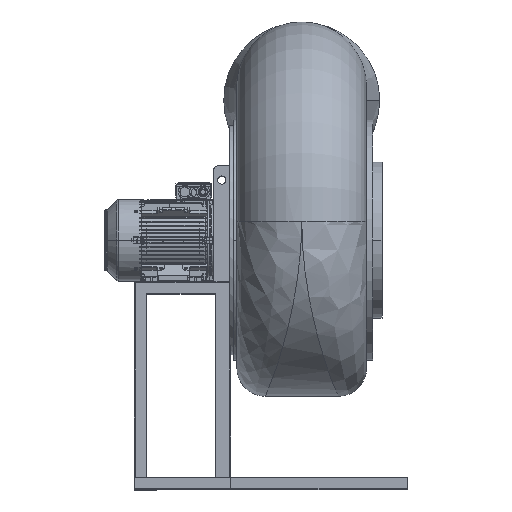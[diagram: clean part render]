
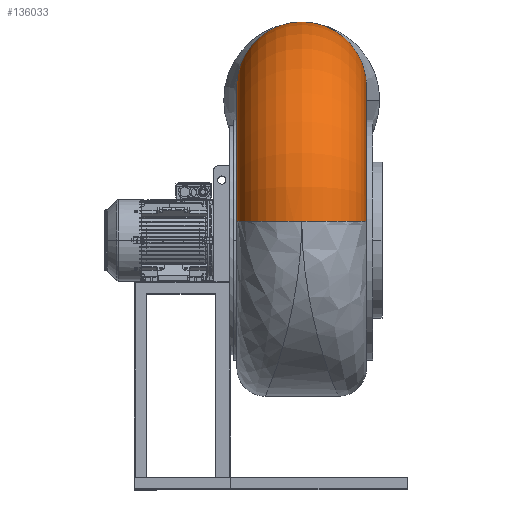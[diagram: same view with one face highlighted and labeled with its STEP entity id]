
A CAD part, top view. The second image highlights one B-rep face of the part: STEP entity #136033.
In plain terms, the highlighted toroidal (fillet/blend) face has major radius 432.5 mm and minor radius 207.5 mm.
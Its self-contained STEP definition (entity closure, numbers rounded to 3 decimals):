
#1969 = CARTESIAN_POINT ( 'NONE',  ( -402.475, -60., 207.5 ) ) ;
#2051 = CIRCLE ( 'NONE', #60580, 207.5 ) ;
#4404 = CARTESIAN_POINT ( 'NONE',  ( -608.665, -60., 27.14 ) ) ;
#6851 = CARTESIAN_POINT ( 'NONE',  ( -402.475, -60., 207.5 ) ) ;
#8549 = CARTESIAN_POINT ( 'NONE',  ( 30., -492.5, 0. ) ) ;
#9840 = CARTESIAN_POINT ( 'NONE',  ( -456.277, -60., -200.87 ) ) ;
#10756 = EDGE_LOOP ( 'NONE', ( #127306, #25093, #118757, #24855, #139266 ) ) ;
#12324 = CARTESIAN_POINT ( 'NONE',  ( -429.636, -60., -206.166 ) ) ;
#16883 = CARTESIAN_POINT ( 'NONE',  ( -416.058, -60., 207.502 ) ) ;
#17068 = VERTEX_POINT ( 'NONE', #51482 ) ;
#17709 = CARTESIAN_POINT ( 'NONE',  ( -529.07, -60., 164.987 ) ) ;
#22332 = CARTESIAN_POINT ( 'NONE',  ( -599.394, -60., -66.884 ) ) ;
#23152 = CARTESIAN_POINT ( 'NONE',  ( -567.469, -60., -126.593 ) ) ;
#24855 = ORIENTED_EDGE ( 'NONE', *, *, #79834, .T. ) ;
#25093 = ORIENTED_EDGE ( 'NONE', *, *, #112382, .F. ) ;
#28484 = CARTESIAN_POINT ( 'NONE',  ( 30., -492.5, 207.5 ) ) ;
#29374 = CARTESIAN_POINT ( 'NONE',  ( -494.444, -60., 186.513 ) ) ;
#30182 = CARTESIAN_POINT ( 'NONE',  ( -506.482, -60., 180.079 ) ) ;
#34001 = CARTESIAN_POINT ( 'NONE',  ( -603.357, -60., -53.826 ) ) ;
#34769 = VERTEX_POINT ( 'NONE', #28484 ) ;
#34828 = CARTESIAN_POINT ( 'NONE',  ( -529.053, -60., -165. ) ) ;
#36460 = CARTESIAN_POINT ( 'NONE',  ( -610., -60., -0.025 ) ) ;
#49543 = VERTEX_POINT ( 'NONE', #1969 ) ;
#49790 = CARTESIAN_POINT ( 'NONE',  ( -506.467, -60., -180.088 ) ) ;
#50554 = CIRCLE ( 'NONE', #159409, 432.5 ) ;
#51482 = CARTESIAN_POINT ( 'NONE',  ( -402.475, -60., -207.5 ) ) ;
#51689 = CARTESIAN_POINT ( 'NONE',  ( -610., -60., -0.025 ) ) ;
#55507 = DIRECTION ( 'NONE',  ( 0., 0., 1. ) ) ;
#56799 = CARTESIAN_POINT ( 'NONE',  ( -610.002, -60., 13.558 ) ) ;
#57573 = VERTEX_POINT ( 'NONE', #51689 ) ;
#59308 = DIRECTION ( 'NONE',  ( 1., 0., 0. ) ) ;
#60580 = AXIS2_PLACEMENT_3D ( 'NONE', #8549, #59308, #145858 ) ;
#63090 = CARTESIAN_POINT ( 'NONE',  ( -416.056, -60., -207.502 ) ) ;
#64278 = EDGE_CURVE ( 'NONE', #57573, #17068, #132632, .T. ) ;
#70130 = CARTESIAN_POINT ( 'NONE',  ( -558.829, -60., 137.12 ) ) ;
#73103 = CARTESIAN_POINT ( 'NONE',  ( -558.811, -60., -137.141 ) ) ;
#75588 = CARTESIAN_POINT ( 'NONE',  ( -494.431, -60., -186.519 ) ) ;
#77250 = DIRECTION ( 'NONE',  ( 1., 0., 0. ) ) ;
#79834 = EDGE_CURVE ( 'NONE', #49543, #57573, #89900, .T. ) ;
#80134 = CARTESIAN_POINT ( 'NONE',  ( -567.488, -60., 126.57 ) ) ;
#80949 = CARTESIAN_POINT ( 'NONE',  ( -603.368, -60., 53.785 ) ) ;
#82602 = CARTESIAN_POINT ( 'NONE',  ( -456.285, -60., 200.868 ) ) ;
#83052 = FACE_OUTER_BOUND ( 'NONE', #10756, .T. ) ;
#87211 = CARTESIAN_POINT ( 'NONE',  ( -609.998, -60., -13.606 ) ) ;
#89900 = B_SPLINE_CURVE_WITH_KNOTS ( 'NONE', 3,
 ( #6851, #16883, #156651, #82602, #144166, #29374, #30182, #17709, #155834, #70130, #80134, #105909, #158294, #134165, #80949, #4404, #56799, #131688 ),
 .UNSPECIFIED., .F., .F.,
 ( 4, 2, 2, 2, 2, 2, 2, 2, 4 ),
 ( 0., 0.125, 0.25, 0.375, 0.5, 0.625, 0.75, 0.875, 1. ),
 .UNSPECIFIED. ) ;
#95536 = DIRECTION ( 'NONE',  ( 0., 0., -1. ) ) ;
#99699 = CARTESIAN_POINT ( 'NONE',  ( -588.997, -60., -91.977 ) ) ;
#100556 = AXIS2_PLACEMENT_3D ( 'NONE', #161045, #122778, #148535 ) ;
#101944 = EDGE_CURVE ( 'NONE', #17068, #113629, #50554, .T. ) ;
#105909 = CARTESIAN_POINT ( 'NONE',  ( -582.579, -60., 103.981 ) ) ;
#110866 = AXIS2_PLACEMENT_3D ( 'NONE', #157125, #95536, #146270 ) ;
#111213 = CIRCLE ( 'NONE', #100556, 432.5 ) ;
#112382 = EDGE_CURVE ( 'NONE', #34769, #113629, #2051, .T. ) ;
#112396 = CARTESIAN_POINT ( 'NONE',  ( 30., -492.5, -207.5 ) ) ;
#113629 = VERTEX_POINT ( 'NONE', #112396 ) ;
#118757 = ORIENTED_EDGE ( 'NONE', *, *, #137341, .F. ) ;
#122778 = DIRECTION ( 'NONE',  ( 0., 0., 1. ) ) ;
#127306 = ORIENTED_EDGE ( 'NONE', *, *, #101944, .T. ) ;
#130423 = CARTESIAN_POINT ( 'NONE',  ( 30., -60., -207.5 ) ) ;
#131688 = CARTESIAN_POINT ( 'NONE',  ( -610., -60., -0.025 ) ) ;
#132632 = B_SPLINE_CURVE_WITH_KNOTS ( 'NONE', 3,
 ( #36460, #87211, #137966, #34001, #22332, #99699, #150426, #23152, #73103, #164570, #34828, #49790, #75588, #136320, #9840, #12324, #63090, #147975 ),
 .UNSPECIFIED., .F., .F.,
 ( 4, 2, 2, 2, 2, 2, 2, 2, 4 ),
 ( 0., 0.125, 0.25, 0.375, 0.5, 0.625, 0.75, 0.875, 1. ),
 .UNSPECIFIED. ) ;
#134165 = CARTESIAN_POINT ( 'NONE',  ( -599.407, -60., 66.846 ) ) ;
#136033 = ADVANCED_FACE ( 'NONE', ( #83052 ), #156124, .T. ) ;
#136320 = CARTESIAN_POINT ( 'NONE',  ( -469.336, -60., -196.91 ) ) ;
#137341 = EDGE_CURVE ( 'NONE', #49543, #34769, #111213, .T. ) ;
#137966 = CARTESIAN_POINT ( 'NONE',  ( -608.659, -60., -27.187 ) ) ;
#139266 = ORIENTED_EDGE ( 'NONE', *, *, #64278, .T. ) ;
#144166 = CARTESIAN_POINT ( 'NONE',  ( -469.346, -60., 196.907 ) ) ;
#145858 = DIRECTION ( 'NONE',  ( 0., 0., -1. ) ) ;
#146270 = DIRECTION ( 'NONE',  ( 1., 0., 0. ) ) ;
#147975 = CARTESIAN_POINT ( 'NONE',  ( -402.475, -60., -207.5 ) ) ;
#148535 = DIRECTION ( 'NONE',  ( 1., 0., 0. ) ) ;
#150426 = CARTESIAN_POINT ( 'NONE',  ( -582.562, -60., -104.011 ) ) ;
#155834 = CARTESIAN_POINT ( 'NONE',  ( -539.62, -60., 156.329 ) ) ;
#156124 = TOROIDAL_SURFACE ( 'NONE', #110866, 432.5, 207.5 ) ;
#156651 = CARTESIAN_POINT ( 'NONE',  ( -429.64, -60., 206.165 ) ) ;
#157125 = CARTESIAN_POINT ( 'NONE',  ( 30., -60., 0. ) ) ;
#158294 = CARTESIAN_POINT ( 'NONE',  ( -589.013, -60., 91.944 ) ) ;
#159409 = AXIS2_PLACEMENT_3D ( 'NONE', #130423, #55507, #77250 ) ;
#161045 = CARTESIAN_POINT ( 'NONE',  ( 30., -60., 207.5 ) ) ;
#164570 = CARTESIAN_POINT ( 'NONE',  ( -539.602, -60., -156.344 ) ) ;
